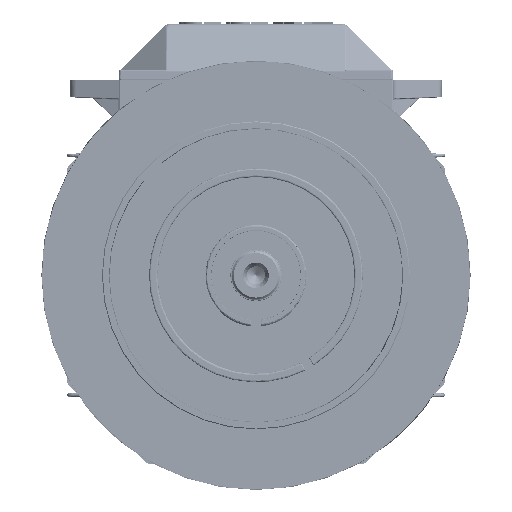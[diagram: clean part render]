
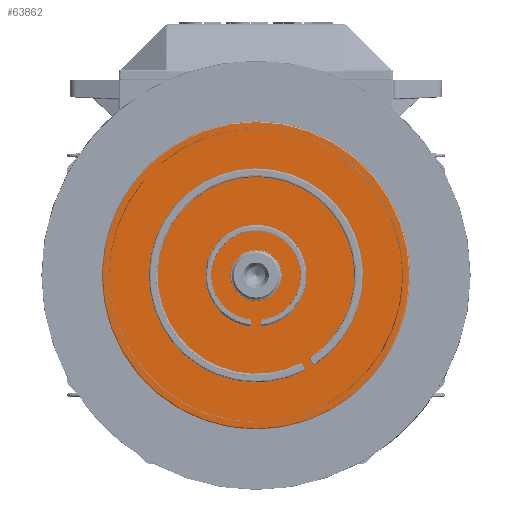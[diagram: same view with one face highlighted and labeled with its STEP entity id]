
A CAD part, left-side view. The second image highlights one B-rep face of the part: STEP entity #63862.
In plain terms, the highlighted planar face has unit normal (-1, 0, 0).
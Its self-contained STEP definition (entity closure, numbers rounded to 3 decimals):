
#19435=B_SPLINE_CURVE_WITH_KNOTS('',3,(#323224,#323225,#323226,#323227,#323228,
#323229,#323230,#323231,#323232,#323233,#323234,#323235,#323236,#323237,
#323238,#323239,#323240,#323241,#323242,#323243,#323244,#323245,#323246,
#323247,#323248,#323249,#323250,#323251,#323252,#323253,#323254,#323255,
#323256,#323257,#323258,#323259,#323260,#323261,#323262,#323263,#323264,
#323265,#323266,#323267,#323268,#323269,#323270,#323271,#323272),
 .UNSPECIFIED.,.T.,.F.,(1,3,3,3,3,3,3,3,3,3,3,3,3,3,3,3,3,3,1),(-0.063,
0.,0.063,0.125,0.188,0.25,0.313,0.375,0.438,0.5,0.563,0.625,0.688,
0.75,0.813,0.875,0.938,1.,1.063),.UNSPECIFIED.);
#63862=ADVANCED_FACE('',(#68862),#64559,.T.);
#64559=PLANE('',#154643);
#68862=FACE_OUTER_BOUND('',#73466,.T.);
#73466=EDGE_LOOP('',(#94431));
#94431=ORIENTED_EDGE('',*,*,#136478,.T.);
#115457=VERTEX_POINT('',#323273);
#136478=EDGE_CURVE('',#115457,#115457,#19435,.T.);
#154643=AXIS2_PLACEMENT_3D('',#323274,#173880,#173881);
#173880=DIRECTION('',(-1.,0.,0.));
#173881=DIRECTION('',(0.,0.,1.));
#323224=CARTESIAN_POINT('',(-47.5,-102.397,0.));
#323225=CARTESIAN_POINT('',(-47.5,-102.396,13.575));
#323226=CARTESIAN_POINT('',(-47.5,-99.788,26.658));
#323227=CARTESIAN_POINT('',(-47.5,-94.601,39.188));
#323228=CARTESIAN_POINT('',(-47.5,-89.414,51.719));
#323229=CARTESIAN_POINT('',(-47.5,-81.994,62.814));
#323230=CARTESIAN_POINT('',(-47.5,-72.404,72.407));
#323231=CARTESIAN_POINT('',(-47.5,-62.815,82.));
#323232=CARTESIAN_POINT('',(-47.5,-51.716,89.41));
#323233=CARTESIAN_POINT('',(-47.5,-39.184,94.603));
#323234=CARTESIAN_POINT('',(-47.5,-26.652,99.796));
#323235=CARTESIAN_POINT('',(-47.5,-13.564,102.395));
#323236=CARTESIAN_POINT('',(-47.5,0.001,102.397));
#323237=CARTESIAN_POINT('',(-47.5,13.566,102.399));
#323238=CARTESIAN_POINT('',(-47.5,26.653,99.791));
#323239=CARTESIAN_POINT('',(-47.5,39.186,94.602));
#323240=CARTESIAN_POINT('',(-47.5,51.72,89.413));
#323241=CARTESIAN_POINT('',(-47.5,62.812,81.995));
#323242=CARTESIAN_POINT('',(-47.5,72.406,72.405));
#323243=CARTESIAN_POINT('',(-47.5,82.,62.815));
#323244=CARTESIAN_POINT('',(-47.5,89.409,51.717));
#323245=CARTESIAN_POINT('',(-47.5,94.602,39.185));
#323246=CARTESIAN_POINT('',(-47.5,99.796,26.654));
#323247=CARTESIAN_POINT('',(-47.5,102.394,13.565));
#323248=CARTESIAN_POINT('',(-47.5,102.397,0.));
#323249=CARTESIAN_POINT('',(-47.5,102.399,-13.565));
#323250=CARTESIAN_POINT('',(-47.5,99.791,-26.652));
#323251=CARTESIAN_POINT('',(-47.5,94.603,-39.185));
#323252=CARTESIAN_POINT('',(-47.5,89.414,-51.719));
#323253=CARTESIAN_POINT('',(-47.5,81.996,-62.811));
#323254=CARTESIAN_POINT('',(-47.5,72.406,-72.405));
#323255=CARTESIAN_POINT('',(-47.5,62.816,-81.999));
#323256=CARTESIAN_POINT('',(-47.5,51.718,-89.408));
#323257=CARTESIAN_POINT('',(-47.5,39.187,-94.602));
#323258=CARTESIAN_POINT('',(-47.5,26.655,-99.795));
#323259=CARTESIAN_POINT('',(-47.5,13.567,-102.394));
#323260=CARTESIAN_POINT('',(-47.5,0.002,-102.397));
#323261=CARTESIAN_POINT('',(-47.5,-13.564,-102.399));
#323262=CARTESIAN_POINT('',(-47.5,-26.651,-99.792));
#323263=CARTESIAN_POINT('',(-47.5,-39.184,-94.603));
#323264=CARTESIAN_POINT('',(-47.5,-51.717,-89.415));
#323265=CARTESIAN_POINT('',(-47.5,-62.801,-82.005));
#323266=CARTESIAN_POINT('',(-47.5,-72.404,-72.407));
#323267=CARTESIAN_POINT('',(-47.5,-82.006,-62.809));
#323268=CARTESIAN_POINT('',(-47.5,-89.404,-51.74));
#323269=CARTESIAN_POINT('',(-47.5,-94.601,-39.188));
#323270=CARTESIAN_POINT('',(-47.5,-99.798,-26.636));
#323271=CARTESIAN_POINT('',(-47.5,-102.397,-13.57));
#323272=CARTESIAN_POINT('',(-47.5,-102.397,0.));
#323273=CARTESIAN_POINT('',(-47.5,-102.397,0.));
#323274=CARTESIAN_POINT('',(-47.5,-103.626,-103.626));
